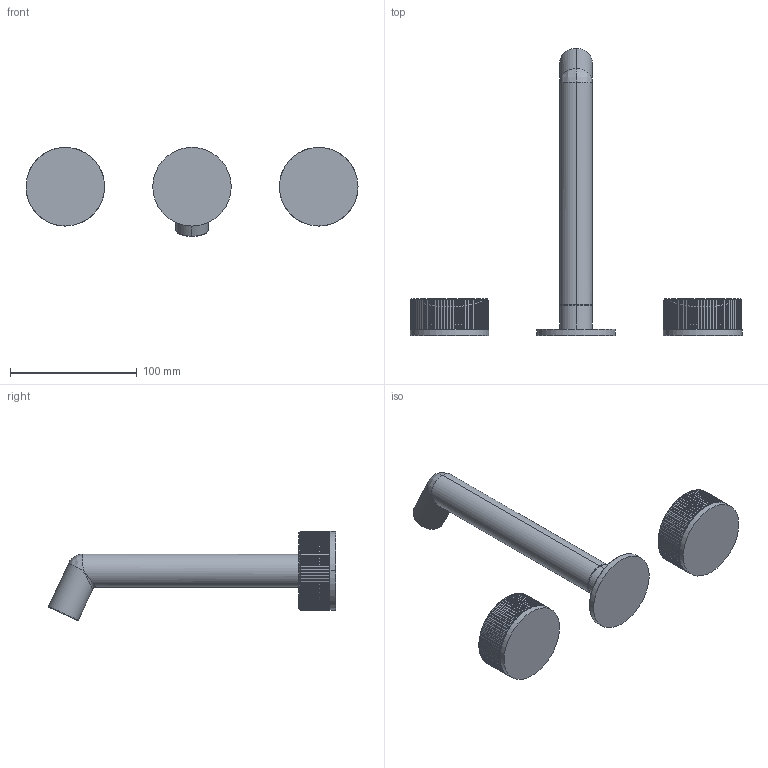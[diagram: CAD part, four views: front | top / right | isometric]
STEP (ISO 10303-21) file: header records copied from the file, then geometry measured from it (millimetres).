
FILE_DESCRIPTION((''),'2;1');
FILE_NAME('64193-','2023-07-16T12:20:32',('dell'),(''),'CREO PARAMETRIC BY PTC INC, 2019224','CREO PARAMETRIC BY PTC INC, 2019224','');
FILE_SCHEMA(('CONFIG_CONTROL_DESIGN'));
Length unit declared in the file: millimetre
Products named in the file (1): 64193-
Bounding box: 262 x 226.62 x 70.33 mm (x, y, z)
Volume: 310657.4 mm3; surface area: 53864.6 mm2
Topology: 4 solids, 4 shells, 841 faces, 2158 edges, 1326 vertices
Faces by surface type: plane 649, cylinder 172, torus 12, cone 4, bspline 4
Entity records: 26434 total; most frequent: CARTESIAN_POINT 7021, ORIENTED_EDGE 4316, DIRECTION 3702, EDGE_CURVE 2158, AXIS2_PLACEMENT_3D 1363, VERTEX_POINT 1326, VECTOR 976, LINE 976
